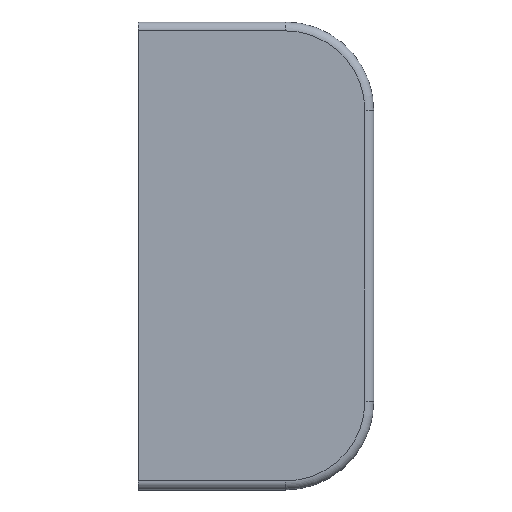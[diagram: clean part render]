
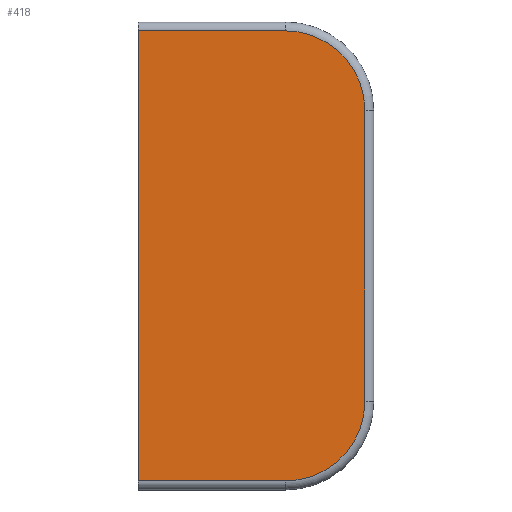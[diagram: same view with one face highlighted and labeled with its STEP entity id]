
A CAD part, top view. The second image highlights one B-rep face of the part: STEP entity #418.
In plain terms, the highlighted planar face has unit normal (0, 0, 1).
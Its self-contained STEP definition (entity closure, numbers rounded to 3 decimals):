
#26=PLANE('',#481);
#55=FACE_OUTER_BOUND('',#81,.T.);
#81=EDGE_LOOP('',(#378,#379,#380,#381,#382,#383));
#90=LINE('',#660,#124);
#91=LINE('',#671,#125);
#93=LINE('',#683,#127);
#101=LINE('',#696,#135);
#124=VECTOR('',#530,10.);
#125=VECTOR('',#543,10.);
#127=VECTOR('',#557,10.);
#135=VECTOR('',#575,10.);
#163=CIRCLE('',#454,9.);
#167=CIRCLE('',#460,9.);
#186=VERTEX_POINT('',#653);
#189=VERTEX_POINT('',#658);
#191=VERTEX_POINT('',#663);
#193=VERTEX_POINT('',#669);
#195=VERTEX_POINT('',#675);
#197=VERTEX_POINT('',#681);
#230=EDGE_CURVE('',#189,#186,#90,.T.);
#232=EDGE_CURVE('',#191,#189,#163,.T.);
#235=EDGE_CURVE('',#193,#191,#91,.T.);
#238=EDGE_CURVE('',#195,#193,#167,.T.);
#241=EDGE_CURVE('',#197,#195,#93,.T.);
#249=EDGE_CURVE('',#197,#186,#101,.T.);
#378=ORIENTED_EDGE('',*,*,#241,.F.);
#379=ORIENTED_EDGE('',*,*,#249,.T.);
#380=ORIENTED_EDGE('',*,*,#230,.F.);
#381=ORIENTED_EDGE('',*,*,#232,.F.);
#382=ORIENTED_EDGE('',*,*,#235,.F.);
#383=ORIENTED_EDGE('',*,*,#238,.F.);
#418=ADVANCED_FACE('',(#55),#26,.T.);
#454=AXIS2_PLACEMENT_3D('',#665,#535,#536);
#460=AXIS2_PLACEMENT_3D('',#677,#549,#550);
#481=AXIS2_PLACEMENT_3D('',#735,#614,#615);
#530=DIRECTION('',(-1.,0.,0.));
#535=DIRECTION('center_axis',(0.,0.,-1.));
#536=DIRECTION('ref_axis',(0.707,-0.707,0.));
#543=DIRECTION('',(0.,-1.,0.));
#549=DIRECTION('center_axis',(0.,0.,-1.));
#550=DIRECTION('ref_axis',(0.707,0.707,0.));
#557=DIRECTION('',(1.,0.,0.));
#575=DIRECTION('',(0.,-1.,0.));
#614=DIRECTION('center_axis',(0.,0.,1.));
#615=DIRECTION('ref_axis',(1.,0.,0.));
#653=CARTESIAN_POINT('',(-13.3,-25.415,11.));
#658=CARTESIAN_POINT('',(3.3,-25.415,11.));
#660=CARTESIAN_POINT('',(-6.65,-25.415,11.));
#663=CARTESIAN_POINT('',(12.3,-16.415,11.));
#665=CARTESIAN_POINT('Origin',(3.3,-16.415,11.));
#669=CARTESIAN_POINT('',(12.3,16.415,11.));
#671=CARTESIAN_POINT('',(12.3,-13.208,11.));
#675=CARTESIAN_POINT('',(3.3,25.415,11.));
#677=CARTESIAN_POINT('Origin',(3.3,16.415,11.));
#681=CARTESIAN_POINT('',(-13.3,25.415,11.));
#683=CARTESIAN_POINT('',(6.65,25.415,11.));
#696=CARTESIAN_POINT('',(-13.3,26.415,11.));
#735=CARTESIAN_POINT('Origin',(0.,0.,
11.));
